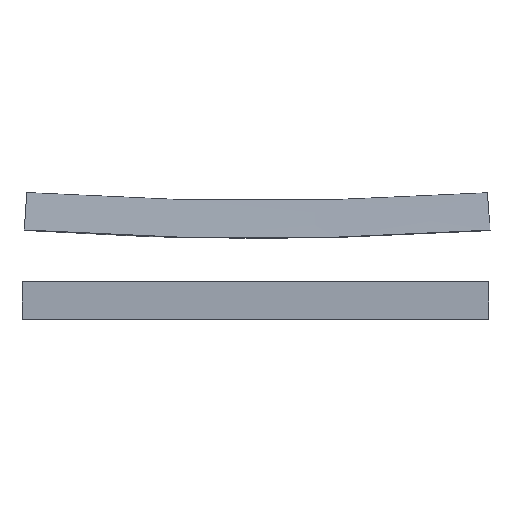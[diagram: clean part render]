
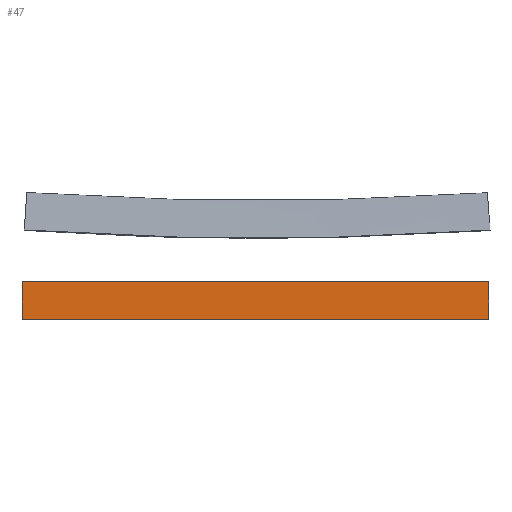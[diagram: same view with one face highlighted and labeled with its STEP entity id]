
A CAD part, top view. The second image highlights one B-rep face of the part: STEP entity #47.
In plain terms, the highlighted planar face has unit normal (0, 0, 1).
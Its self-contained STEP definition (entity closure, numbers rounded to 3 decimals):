
#47=ADVANCED_FACE('',(#94),#95,.T.);
#94=FACE_OUTER_BOUND('',#145,.T.);
#95=PLANE('',#146);
#145=EDGE_LOOP('',(#446,#447,#448,#449));
#146=AXIS2_PLACEMENT_3D('',#450,#451,#452);
#446=ORIENTED_EDGE('',*,*,#526,.T.);
#447=ORIENTED_EDGE('',*,*,#527,.T.);
#448=ORIENTED_EDGE('',*,*,#528,.T.);
#449=ORIENTED_EDGE('',*,*,#529,.T.);
#450=CARTESIAN_POINT('',(480.0,114.0,0.0));
#451=DIRECTION('',(0.0,0.0,1.0));
#452=DIRECTION('',(1.0,0.0,0.0));
#526=EDGE_CURVE('',#564,#565,#566,.T.);
#527=EDGE_CURVE('',#565,#567,#568,.T.);
#528=EDGE_CURVE('',#567,#569,#570,.T.);
#529=EDGE_CURVE('',#569,#564,#571,.T.);
#564=VERTEX_POINT('',#618);
#565=VERTEX_POINT('',#619);
#566=LINE('',#620,#621);
#567=VERTEX_POINT('',#622);
#568=LINE('',#623,#624);
#569=VERTEX_POINT('',#625);
#570=LINE('',#626,#627);
#571=LINE('',#628,#629);
#618=CARTESIAN_POINT('',(960.0,75.0,0.0));
#619=CARTESIAN_POINT('',(960.0,153.0,0.0));
#620=CARTESIAN_POINT('',(960.0,114.0,0.0));
#621=VECTOR('',#726,1.0);
#622=CARTESIAN_POINT('',(0.0,153.0,0.0));
#623=CARTESIAN_POINT('',(480.0,153.0,0.0));
#624=VECTOR('',#727,1.0);
#625=CARTESIAN_POINT('',(0.0,75.0,0.0));
#626=CARTESIAN_POINT('',(0.0,114.0,0.0));
#627=VECTOR('',#728,1.0);
#628=CARTESIAN_POINT('',(480.0,75.0,0.0));
#629=VECTOR('',#729,1.0);
#726=DIRECTION('',(0.0,1.0,0.0));
#727=DIRECTION('',(-1.0,0.0,0.0));
#728=DIRECTION('',(0.0,-1.0,0.0));
#729=DIRECTION('',(1.0,0.0,0.0));
